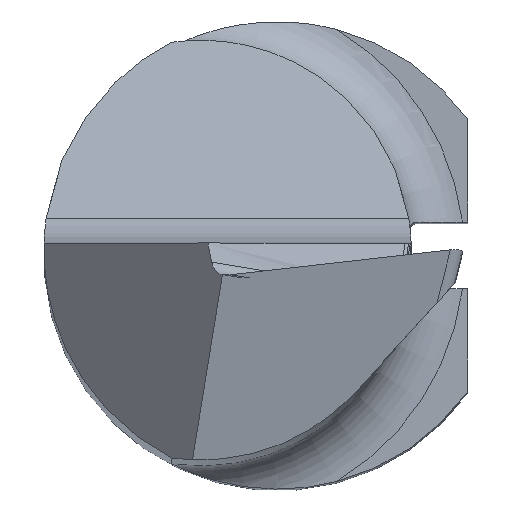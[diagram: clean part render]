
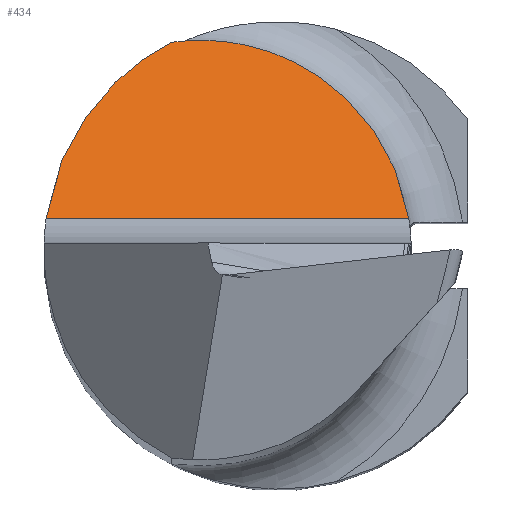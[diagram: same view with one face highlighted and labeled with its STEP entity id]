
A CAD part, top view. The second image highlights one B-rep face of the part: STEP entity #434.
In plain terms, the highlighted planar face has unit normal (0, 0.766, 0.643).
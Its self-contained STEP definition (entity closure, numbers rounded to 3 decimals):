
#2 =( BOUNDED_CURVE ( )  B_SPLINE_CURVE ( 3, ( #363, #70, #261, #735 ),
 .UNSPECIFIED., .F., .T. ) 
 B_SPLINE_CURVE_WITH_KNOTS ( ( 4, 4 ),
 ( 4.848, 5.813 ),
 .UNSPECIFIED. ) 
 CURVE ( )  GEOMETRIC_REPRESENTATION_ITEM ( )  RATIONAL_B_SPLINE_CURVE ( ( 1., 0.924, 0.924, 1. ) ) 
 REPRESENTATION_ITEM ( '' )  );
#7 = ORIENTED_EDGE ( 'NONE', *, *, #28, .T. ) ;
#28 = EDGE_CURVE ( 'NONE', #262, #37, #308, .T. ) ;
#37 = VERTEX_POINT ( 'NONE', #841 ) ;
#70 = CARTESIAN_POINT ( 'NONE',  ( -3.309, 1.634, 58.169 ) ) ;
#247 = CARTESIAN_POINT ( 'NONE',  ( -3.5, 0.474, 59.552 ) ) ;
#261 = CARTESIAN_POINT ( 'NONE',  ( -2.631, 2.589, 57.032 ) ) ;
#262 = VERTEX_POINT ( 'NONE', #474 ) ;
#269 = FACE_OUTER_BOUND ( 'NONE', #1069, .T. ) ;
#308 =( BOUNDED_CURVE ( )  B_SPLINE_CURVE ( 3, ( #772, #392, #932, #1032 ),
 .UNSPECIFIED., .F., .T. ) 
 B_SPLINE_CURVE_WITH_KNOTS ( ( 4, 4 ),
 ( 4.864, 6.422 ),
 .UNSPECIFIED. ) 
 CURVE ( )  GEOMETRIC_REPRESENTATION_ITEM ( )  RATIONAL_B_SPLINE_CURVE ( ( 1., 0.808, 0.808, 1. ) ) 
 REPRESENTATION_ITEM ( '' )  );
#343 = DIRECTION ( 'NONE',  ( 0., 0.643, -0.766 ) ) ;
#349 = PLANE ( 'NONE',  #940 ) ;
#363 = CARTESIAN_POINT ( 'NONE',  ( -3.468, 0.474, 59.552 ) ) ;
#375 = CARTESIAN_POINT ( 'NONE',  ( -3.5, 0.474, 59.552 ) ) ;
#392 = CARTESIAN_POINT ( 'NONE',  ( 1.689, 2.281, 57.398 ) ) ;
#434 = ADVANCED_FACE ( 'NONE', ( #269 ), #349, .F. ) ;
#439 = VECTOR ( 'NONE', #598, 1000. ) ;
#474 = CARTESIAN_POINT ( 'NONE',  ( 1.964, 0.474, 59.552 ) ) ;
#585 = CARTESIAN_POINT ( 'NONE',  ( -3.468, 0.474, 59.552 ) ) ;
#598 = DIRECTION ( 'NONE',  ( 1., 0., 0. ) ) ;
#639 = ORIENTED_EDGE ( 'NONE', *, *, #974, .T. ) ;
#735 = CARTESIAN_POINT ( 'NONE',  ( -1.587, 3.12, 56.399 ) ) ;
#772 = CARTESIAN_POINT ( 'NONE',  ( 1.964, 0.474, 59.552 ) ) ;
#797 = ORIENTED_EDGE ( 'NONE', *, *, #845, .F. ) ;
#841 = CARTESIAN_POINT ( 'NONE',  ( -1.587, 3.12, 56.399 ) ) ;
#845 = EDGE_CURVE ( 'NONE', #992, #37, #2, .T. ) ;
#932 = CARTESIAN_POINT ( 'NONE',  ( 0.223, 3.373, 56.097 ) ) ;
#940 = AXIS2_PLACEMENT_3D ( 'NONE', #247, #989, #343 ) ;
#974 = EDGE_CURVE ( 'NONE', #992, #262, #1212, .T. ) ;
#989 = DIRECTION ( 'NONE',  ( 0., -0.766, -0.643 ) ) ;
#992 = VERTEX_POINT ( 'NONE', #585 ) ;
#1032 = CARTESIAN_POINT ( 'NONE',  ( -1.587, 3.12, 56.399 ) ) ;
#1069 = EDGE_LOOP ( 'NONE', ( #639, #7, #797 ) ) ;
#1212 = LINE ( 'NONE', #375, #439 ) ;
